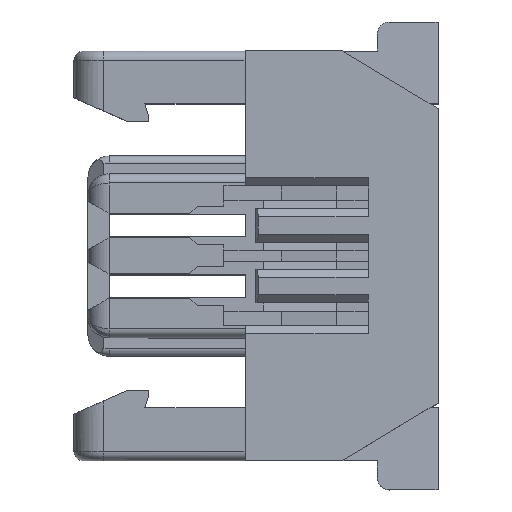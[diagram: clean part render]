
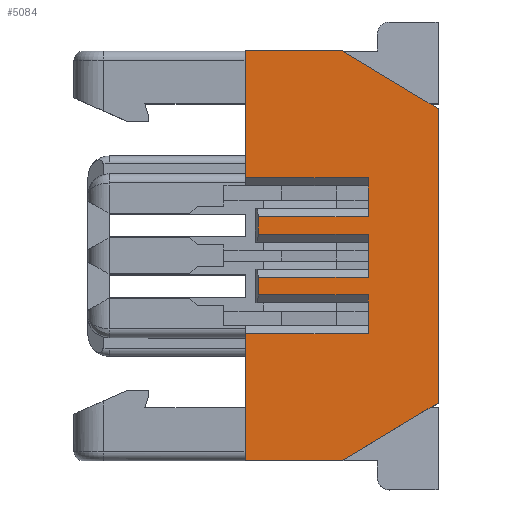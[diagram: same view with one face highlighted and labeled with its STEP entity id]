
A CAD part, top view. The second image highlights one B-rep face of the part: STEP entity #5084.
In plain terms, the highlighted planar face has unit normal (0, 0, 1).
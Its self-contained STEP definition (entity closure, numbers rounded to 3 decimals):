
#193 = VERTEX_POINT ( 'NONE', #5476 ) ;
#297 = VECTOR ( 'NONE', #2973, 1000. ) ;
#371 = VERTEX_POINT ( 'NONE', #8423 ) ;
#411 = EDGE_LOOP ( 'NONE', ( #10248, #5468, #4768, #5369, #10484, #7371, #10539, #5973, #10651, #4126, #6274, #7450, #9244, #9732, #9552, #7116, #6243, #476 ) ) ;
#465 = LINE ( 'NONE', #1994, #7775 ) ;
#476 = ORIENTED_EDGE ( 'NONE', *, *, #6976, .T. ) ;
#521 = DIRECTION ( 'NONE',  ( -1., 0., 0. ) ) ;
#525 = DIRECTION ( 'NONE',  ( 0., -1., 0. ) ) ;
#587 = VERTEX_POINT ( 'NONE', #8223 ) ;
#653 = CARTESIAN_POINT ( 'NONE',  ( 2.81, -0.855, 2.315 ) ) ;
#1112 = CARTESIAN_POINT ( 'NONE',  ( 4.2, -3.875, 2.315 ) ) ;
#1153 = LINE ( 'NONE', #7959, #4775 ) ;
#1154 = EDGE_CURVE ( 'NONE', #371, #587, #8827, .T. ) ;
#1183 = CARTESIAN_POINT ( 'NONE',  ( 4.62, 0.785, 2.315 ) ) ;
#1327 = CARTESIAN_POINT ( 'NONE',  ( 4.2, 2.875, 2.315 ) ) ;
#1416 = CARTESIAN_POINT ( 'NONE',  ( 4.62, -0.145, 2.315 ) ) ;
#1426 = AXIS2_PLACEMENT_3D ( 'NONE', #1772, #3277, #4312 ) ;
#1685 = DIRECTION ( 'NONE',  ( 0., -1., 0. ) ) ;
#1745 = VERTEX_POINT ( 'NONE', #6995 ) ;
#1772 = CARTESIAN_POINT ( 'NONE',  ( 0., 3.875, 2.315 ) ) ;
#1878 = CARTESIAN_POINT ( 'NONE',  ( 2.81, -1.145, 2.315 ) ) ;
#1963 = CARTESIAN_POINT ( 'NONE',  ( 4.62, -1.785, 2.315 ) ) ;
#1994 = CARTESIAN_POINT ( 'NONE',  ( 2.6, 0.785, 2.315 ) ) ;
#2059 = LINE ( 'NONE', #2913, #9440 ) ;
#2063 = VERTEX_POINT ( 'NONE', #4538 ) ;
#2105 = EDGE_CURVE ( 'NONE', #3749, #587, #6434, .T. ) ;
#2160 = LINE ( 'NONE', #2425, #9249 ) ;
#2314 = EDGE_CURVE ( 'NONE', #5447, #3756, #3368, .T. ) ;
#2425 = CARTESIAN_POINT ( 'NONE',  ( 4.2, 2.875, 2.315 ) ) ;
#2445 = CARTESIAN_POINT ( 'NONE',  ( 2.81, 0.145, 2.315 ) ) ;
#2467 = CARTESIAN_POINT ( 'NONE',  ( 4.62, -1.145, 2.315 ) ) ;
#2503 = LINE ( 'NONE', #1112, #9912 ) ;
#2582 = CARTESIAN_POINT ( 'NONE',  ( 2.81, -0.145, 2.315 ) ) ;
#2632 = CARTESIAN_POINT ( 'NONE',  ( 4.2, -3.875, 2.315 ) ) ;
#2692 = CARTESIAN_POINT ( 'NONE',  ( 5.77, 1.925, 2.315 ) ) ;
#2799 = VECTOR ( 'NONE', #2919, 1000. ) ;
#2818 = CARTESIAN_POINT ( 'NONE',  ( 4.62, -0.855, 2.315 ) ) ;
#2867 = EDGE_CURVE ( 'NONE', #3128, #6084, #4108, .T. ) ;
#2913 = CARTESIAN_POINT ( 'NONE',  ( 2.6, 2.875, 2.315 ) ) ;
#2919 = DIRECTION ( 'NONE',  ( 0., -1., 0. ) ) ;
#2937 = VERTEX_POINT ( 'NONE', #10738 ) ;
#2973 = DIRECTION ( 'NONE',  ( 0.856, -0.518, 0. ) ) ;
#3126 = DIRECTION ( 'NONE',  ( 1., 0., 0. ) ) ;
#3128 = VERTEX_POINT ( 'NONE', #5501 ) ;
#3277 = DIRECTION ( 'NONE',  ( 0., 0., 1. ) ) ;
#3368 = LINE ( 'NONE', #4560, #6865 ) ;
#3536 = VECTOR ( 'NONE', #521, 1000. ) ;
#3701 = VERTEX_POINT ( 'NONE', #4002 ) ;
#3749 = VERTEX_POINT ( 'NONE', #1183 ) ;
#3756 = VERTEX_POINT ( 'NONE', #6934 ) ;
#3879 = EDGE_CURVE ( 'NONE', #2937, #9963, #4591, .T. ) ;
#3984 = CARTESIAN_POINT ( 'NONE',  ( 2.81, -0.855, 2.315 ) ) ;
#4002 = CARTESIAN_POINT ( 'NONE',  ( 2.6, 0.785, 2.315 ) ) ;
#4108 = LINE ( 'NONE', #1327, #297 ) ;
#4126 = ORIENTED_EDGE ( 'NONE', *, *, #5264, .T. ) ;
#4290 = EDGE_CURVE ( 'NONE', #10697, #10833, #1153, .T. ) ;
#4312 = DIRECTION ( 'NONE',  ( 1., 0., 0. ) ) ;
#4352 = DIRECTION ( 'NONE',  ( 0.856, 0.518, 0. ) ) ;
#4457 = EDGE_CURVE ( 'NONE', #2063, #2937, #8940, .T. ) ;
#4538 = CARTESIAN_POINT ( 'NONE',  ( 2.6, -1.785, 2.315 ) ) ;
#4560 = CARTESIAN_POINT ( 'NONE',  ( 4.62, -1.145, 2.315 ) ) ;
#4591 = LINE ( 'NONE', #8548, #8210 ) ;
#4700 = EDGE_CURVE ( 'NONE', #3128, #1745, #2160, .T. ) ;
#4761 = EDGE_CURVE ( 'NONE', #10531, #5270, #5827, .T. ) ;
#4768 = ORIENTED_EDGE ( 'NONE', *, *, #4700, .T. ) ;
#4775 = VECTOR ( 'NONE', #9625, 1000. ) ;
#4799 = VECTOR ( 'NONE', #5087, 1000. ) ;
#4982 = DIRECTION ( 'NONE',  ( 0., -1., 0. ) ) ;
#5080 = CARTESIAN_POINT ( 'NONE',  ( 2.6, -1.785, 2.315 ) ) ;
#5084 = ADVANCED_FACE ( 'NONE', ( #6111 ), #10580, .T. ) ;
#5087 = DIRECTION ( 'NONE',  ( 1., 0., 0. ) ) ;
#5209 = EDGE_CURVE ( 'NONE', #371, #10531, #9897, .T. ) ;
#5223 = EDGE_CURVE ( 'NONE', #6084, #6789, #6160, .T. ) ;
#5264 = EDGE_CURVE ( 'NONE', #5270, #10833, #10142, .T. ) ;
#5270 = VERTEX_POINT ( 'NONE', #8090 ) ;
#5353 = VECTOR ( 'NONE', #6149, 1000. ) ;
#5369 = ORIENTED_EDGE ( 'NONE', *, *, #6515, .T. ) ;
#5447 = VERTEX_POINT ( 'NONE', #2467 ) ;
#5468 = ORIENTED_EDGE ( 'NONE', *, *, #2867, .F. ) ;
#5476 = CARTESIAN_POINT ( 'NONE',  ( 2.81, -1.145, 2.315 ) ) ;
#5501 = CARTESIAN_POINT ( 'NONE',  ( 4.2, 2.875, 2.315 ) ) ;
#5556 = VECTOR ( 'NONE', #1685, 1000. ) ;
#5741 = CARTESIAN_POINT ( 'NONE',  ( 2.81, -0.145, 2.315 ) ) ;
#5827 = LINE ( 'NONE', #5741, #9269 ) ;
#5846 = CARTESIAN_POINT ( 'NONE',  ( 5.77, 2.925, 2.315 ) ) ;
#5973 = ORIENTED_EDGE ( 'NONE', *, *, #5209, .T. ) ;
#6022 = VECTOR ( 'NONE', #4982, 1000. ) ;
#6084 = VERTEX_POINT ( 'NONE', #2692 ) ;
#6085 = EDGE_CURVE ( 'NONE', #3756, #2063, #7304, .T. ) ;
#6111 = FACE_OUTER_BOUND ( 'NONE', #411, .T. ) ;
#6149 = DIRECTION ( 'NONE',  ( 0., -1., 0. ) ) ;
#6160 = LINE ( 'NONE', #5846, #9798 ) ;
#6230 = EDGE_CURVE ( 'NONE', #10697, #193, #8788, .T. ) ;
#6243 = ORIENTED_EDGE ( 'NONE', *, *, #3879, .T. ) ;
#6274 = ORIENTED_EDGE ( 'NONE', *, *, #4290, .F. ) ;
#6434 = LINE ( 'NONE', #7436, #10080 ) ;
#6515 = EDGE_CURVE ( 'NONE', #1745, #3701, #2059, .T. ) ;
#6626 = DIRECTION ( 'NONE',  ( 1., 0., 0. ) ) ;
#6647 = DIRECTION ( 'NONE',  ( 0., -1., 0. ) ) ;
#6668 = CARTESIAN_POINT ( 'NONE',  ( 5.77, -2.925, 2.315 ) ) ;
#6789 = VERTEX_POINT ( 'NONE', #6668 ) ;
#6865 = VECTOR ( 'NONE', #525, 1000. ) ;
#6934 = CARTESIAN_POINT ( 'NONE',  ( 4.62, -1.785, 2.315 ) ) ;
#6976 = EDGE_CURVE ( 'NONE', #9963, #6789, #2503, .T. ) ;
#6995 = CARTESIAN_POINT ( 'NONE',  ( 2.6, 2.875, 2.315 ) ) ;
#7116 = ORIENTED_EDGE ( 'NONE', *, *, #4457, .T. ) ;
#7304 = LINE ( 'NONE', #1963, #3536 ) ;
#7371 = ORIENTED_EDGE ( 'NONE', *, *, #2105, .T. ) ;
#7436 = CARTESIAN_POINT ( 'NONE',  ( 4.62, 0.785, 2.315 ) ) ;
#7450 = ORIENTED_EDGE ( 'NONE', *, *, #6230, .T. ) ;
#7775 = VECTOR ( 'NONE', #8655, 1000. ) ;
#7959 = CARTESIAN_POINT ( 'NONE',  ( 2.81, -0.855, 2.315 ) ) ;
#8085 = DIRECTION ( 'NONE',  ( 0., -1., 0. ) ) ;
#8090 = CARTESIAN_POINT ( 'NONE',  ( 4.62, -0.145, 2.315 ) ) ;
#8175 = EDGE_CURVE ( 'NONE', #3701, #3749, #465, .T. ) ;
#8210 = VECTOR ( 'NONE', #10204, 1000. ) ;
#8223 = CARTESIAN_POINT ( 'NONE',  ( 4.62, 0.145, 2.315 ) ) ;
#8423 = CARTESIAN_POINT ( 'NONE',  ( 2.81, 0.145, 2.315 ) ) ;
#8536 = LINE ( 'NONE', #1878, #4799 ) ;
#8548 = CARTESIAN_POINT ( 'NONE',  ( 2.6, -3.875, 2.315 ) ) ;
#8655 = DIRECTION ( 'NONE',  ( 1., 0., 0. ) ) ;
#8776 = EDGE_CURVE ( 'NONE', #193, #5447, #8536, .T. ) ;
#8788 = LINE ( 'NONE', #653, #5556 ) ;
#8827 = LINE ( 'NONE', #8910, #9059 ) ;
#8910 = CARTESIAN_POINT ( 'NONE',  ( 2.81, 0.145, 2.315 ) ) ;
#8940 = LINE ( 'NONE', #5080, #5353 ) ;
#9059 = VECTOR ( 'NONE', #3126, 1000. ) ;
#9244 = ORIENTED_EDGE ( 'NONE', *, *, #8776, .T. ) ;
#9249 = VECTOR ( 'NONE', #9932, 1000. ) ;
#9269 = VECTOR ( 'NONE', #6626, 1000. ) ;
#9440 = VECTOR ( 'NONE', #8085, 1000. ) ;
#9552 = ORIENTED_EDGE ( 'NONE', *, *, #6085, .T. ) ;
#9625 = DIRECTION ( 'NONE',  ( 1., 0., 0. ) ) ;
#9732 = ORIENTED_EDGE ( 'NONE', *, *, #2314, .T. ) ;
#9798 = VECTOR ( 'NONE', #6647, 1000. ) ;
#9897 = LINE ( 'NONE', #2445, #6022 ) ;
#9912 = VECTOR ( 'NONE', #4352, 1000. ) ;
#9932 = DIRECTION ( 'NONE',  ( -1., 0., 0. ) ) ;
#9963 = VERTEX_POINT ( 'NONE', #2632 ) ;
#10080 = VECTOR ( 'NONE', #10785, 1000. ) ;
#10142 = LINE ( 'NONE', #1416, #2799 ) ;
#10204 = DIRECTION ( 'NONE',  ( 1., 0., 0. ) ) ;
#10248 = ORIENTED_EDGE ( 'NONE', *, *, #5223, .F. ) ;
#10484 = ORIENTED_EDGE ( 'NONE', *, *, #8175, .T. ) ;
#10531 = VERTEX_POINT ( 'NONE', #2582 ) ;
#10539 = ORIENTED_EDGE ( 'NONE', *, *, #1154, .F. ) ;
#10580 = PLANE ( 'NONE',  #1426 ) ;
#10651 = ORIENTED_EDGE ( 'NONE', *, *, #4761, .T. ) ;
#10697 = VERTEX_POINT ( 'NONE', #3984 ) ;
#10738 = CARTESIAN_POINT ( 'NONE',  ( 2.6, -3.875, 2.315 ) ) ;
#10785 = DIRECTION ( 'NONE',  ( 0., -1., 0. ) ) ;
#10833 = VERTEX_POINT ( 'NONE', #2818 ) ;
